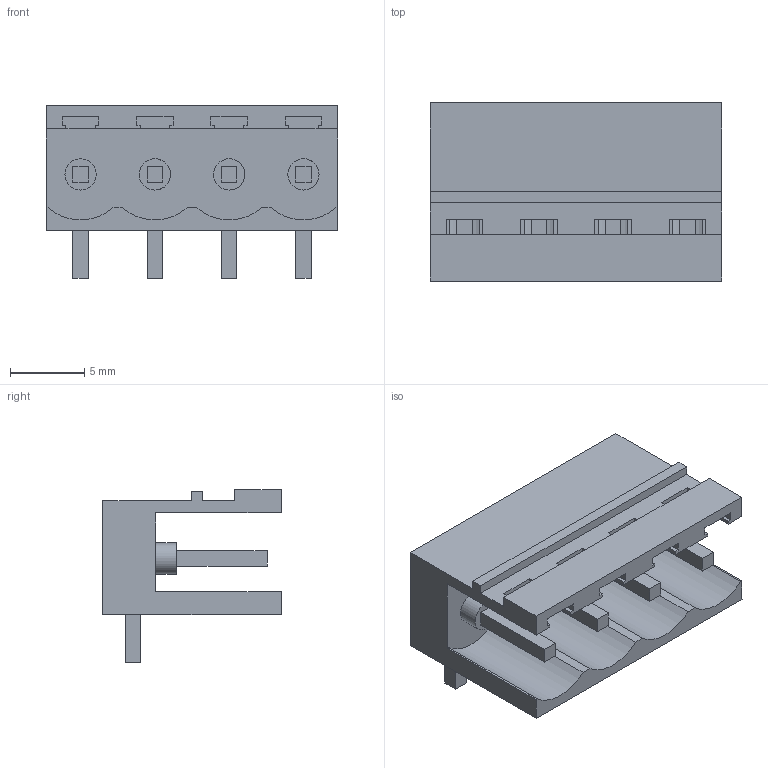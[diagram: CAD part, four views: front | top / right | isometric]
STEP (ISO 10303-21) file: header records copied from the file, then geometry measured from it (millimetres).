
FILE_DESCRIPTION(('CATIA V5 STEP Exchange','CAx-IF Rec.Pracs.--- Model Styling and Organization---1.4--- 2014-01-23'),'2;1');
FILE_NAME ('D1457078_1_1839910000_1839910000.stp','2022-05-17T09:55:58+00:00',('none'),('Weidmueller'),'CATIA Version 5-6 Release 2016 SP3 HF44','CATIA V5 STEP AP214','none');
FILE_SCHEMA(('AUTOMOTIVE_DESIGN { 1 0 10303 214 1 1 1 1 }'));
Length unit declared in the file: millimetre
Products named in the file (1): 1839910000
Bounding box: 19.6 x 12 x 11.63 mm (x, y, z)
Volume: 900.1 mm3; surface area: 1724.8 mm2
Topology: 5 solids, 5 shells, 122 faces, 354 edges, 234 vertices
Faces by surface type: plane 110, cylinder 12
Entity records: 4040 total; most frequent: CARTESIAN_POINT 855, ORIENTED_EDGE 708, DIRECTION 553, EDGE_CURVE 354, VECTOR 330, LINE 330, VERTEX_POINT 234, EDGE_LOOP 130
